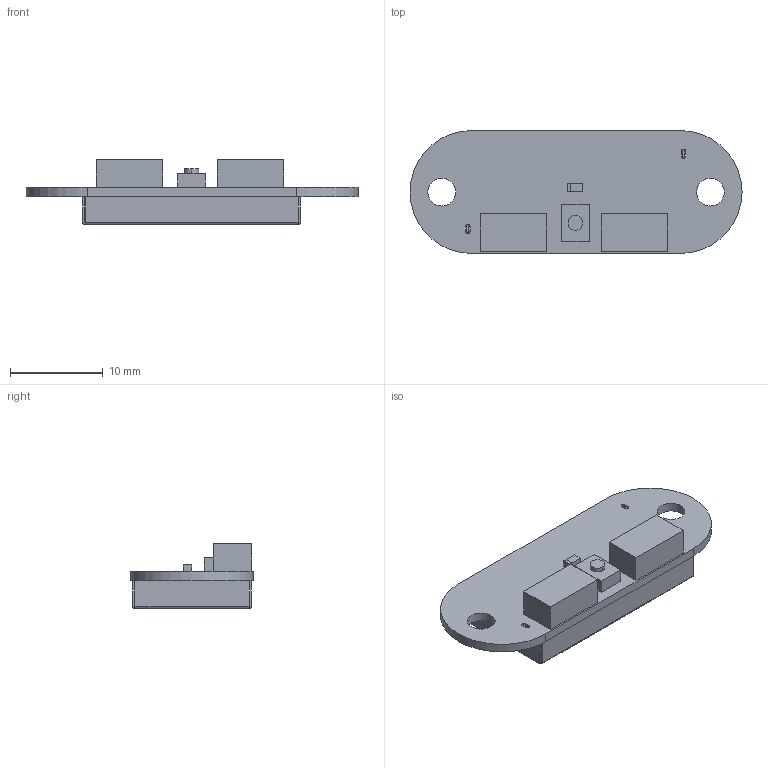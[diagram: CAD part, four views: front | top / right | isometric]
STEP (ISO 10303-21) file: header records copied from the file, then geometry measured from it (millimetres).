
FILE_DESCRIPTION(('FreeCAD Model'),'2;1');
FILE_NAME('Open CASCADE Shape Model','2025-05-10T19:50:51',(''),(''), 'Open CASCADE STEP processor 7.8','FreeCAD','Unknown');
FILE_SCHEMA(('AUTOMOTIVE_DESIGN { 1 0 10303 214 1 1 1 1 }'));
Length unit declared in the file: millimetre
Products named in the file (10): TOFSense-M009; TOFSense-M; TOFSense-M001; TOFSense-M002; TOFSense-M003; TOFSense-M004; TOFSense-M005; TOFSense-M006; TOFSense-M007; TOFSense-M008
Assembly tree (9 placements, depth 2):
  TOFSense-M009
    TOFSense-M
    TOFSense-M001
    TOFSense-M002
    TOFSense-M003
    TOFSense-M004
    TOFSense-M005
    TOFSense-M006
    TOFSense-M007
    TOFSense-M008
Bounding box: 35.84 x 13.25 x 7 mm (x, y, z)
Volume: 974.3 mm3; surface area: 2822.4 mm2
Topology: 9 solids, 9 shells, 104 faces, 258 edges, 172 vertices
Faces by surface type: plane 84, cylinder 20
Entity records: 3337 total; most frequent: CARTESIAN_POINT 544, DIRECTION 526, ORIENTED_EDGE 516, EDGE_CURVE 258, LINE 218, VECTOR 218, VERTEX_POINT 172, AXIS2_PLACEMENT_3D 154
